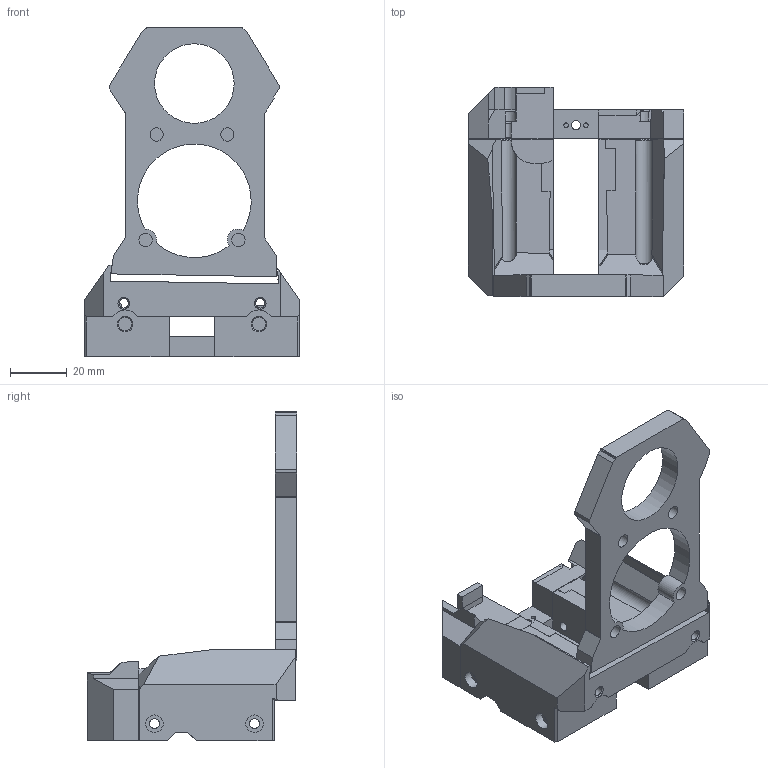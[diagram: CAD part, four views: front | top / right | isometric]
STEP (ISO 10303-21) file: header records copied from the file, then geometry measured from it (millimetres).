
FILE_DESCRIPTION(/* description */ (''),/* implementation_level */ '2;1');
FILE_NAME(/* name */ 'Mount.step',/* time_stamp */ '2025-05-01T10:48:46+08:00',/* author */ (''),/* organization */ (''),/* preprocessor_version */ 'ST-DEVELOPER v20.1',/* originating_system */ 'Autodesk Translation Framework v14.4.0.0',/* authorisation */ '');
FILE_SCHEMA (('AUTOMOTIVE_DESIGN { 1 0 10303 214 3 1 1 }'));
Length unit declared in the file: millimetre
Products named in the file (4): A4T; Base (2) (1) (1); Back (3) (1) (1); FrontAttachmentPlate
Assembly tree (3 placements, depth 2):
  A4T
    Base (2) (1) (1)
    Back (3) (1) (1)
    FrontAttachmentPlate
Bounding box: 76 x 73.8 x 115.91 mm (x, y, z)
Volume: 94444.5 mm3; surface area: 33477.7 mm2
Topology: 3 solids, 3 shells, 442 faces, 1189 edges, 774 vertices
Faces by surface type: plane 235, bspline 126, cylinder 66, cone 14, sphere 1
Full cylindrical faces by diameter (mm): 1.6 x2, 3.2 x1, 3.3 x2, 3.4 x4, 4.3 x3, 4.7 x10, 4.74 x1, 6 x2, 6.1 x4, 28 x1
Entity records: 15857 total; most frequent: CARTESIAN_POINT 5376, ORIENTED_EDGE 2378, DIRECTION 1785, EDGE_CURVE 1189, VERTEX_POINT 774, LINE 701, VECTOR 701, AXIS2_PLACEMENT_3D 542
